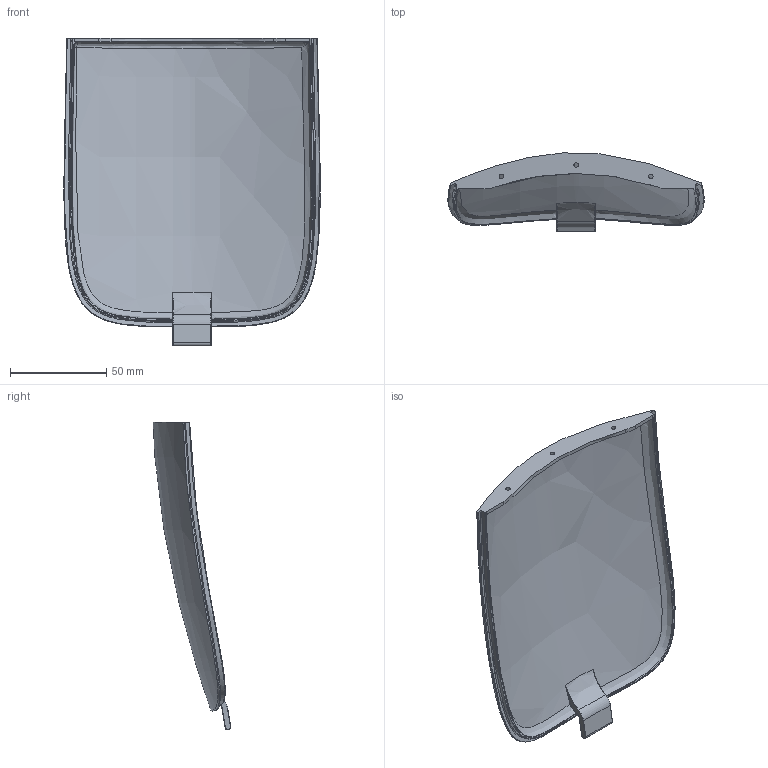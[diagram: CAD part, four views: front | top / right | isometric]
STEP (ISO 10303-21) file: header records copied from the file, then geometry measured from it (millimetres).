
FILE_DESCRIPTION (( 'STEP AP214' ), '1' );
FILE_NAME ('EXPLORA_VTOL_CANOPY_2.STEP', '2022-10-24T09:03:57', ( '' ), ( '' ), 'SwSTEP 2.0', 'SolidWorks 2021', '' );
FILE_SCHEMA (( 'AUTOMOTIVE_DESIGN' ));
Length unit declared in the file: millimetre
Products named in the file (1): EXPLORA_VTOL_CANOPY_2
Bounding box: 132.95 x 40.32 x 159.79 mm (x, y, z)
Volume: 30363.3 mm3; surface area: 45347.3 mm2
Topology: 1 solids, 3 shells, 101 faces, 250 edges, 147 vertices
Faces by surface type: bspline 64, cylinder 19, plane 10, torus 8
Entity records: 20001 total; most frequent: CARTESIAN_POINT 18105, ORIENTED_EDGE 484, EDGE_CURVE 242, DIRECTION 240, VERTEX_POINT 147, B_SPLINE_CURVE_WITH_KNOTS 137, EDGE_LOOP 107, AXIS2_PLACEMENT_3D 102
